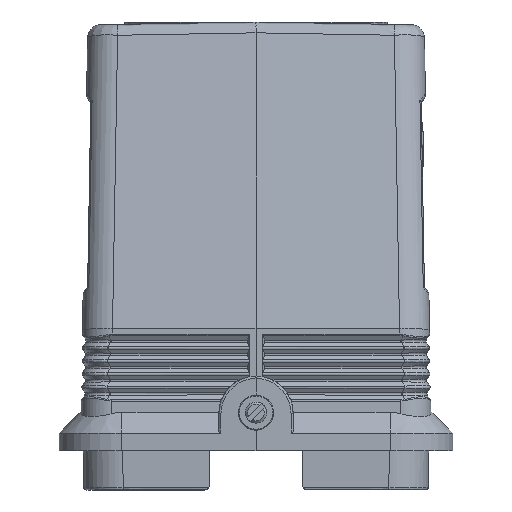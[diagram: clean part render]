
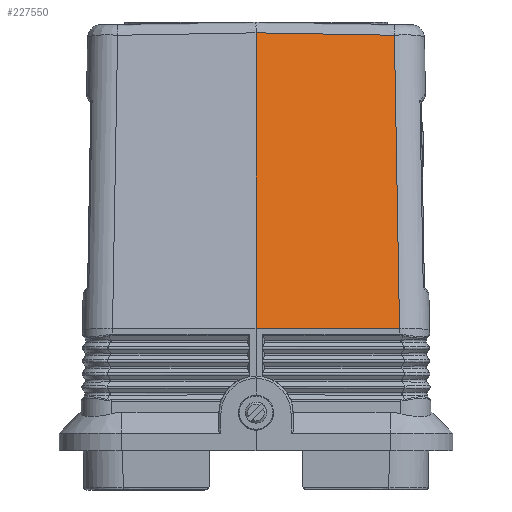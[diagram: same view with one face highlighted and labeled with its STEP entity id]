
A CAD part, left-side view. The second image highlights one B-rep face of the part: STEP entity #227550.
In plain terms, the highlighted face is planar.
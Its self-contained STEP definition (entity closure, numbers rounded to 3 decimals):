
#34010=CARTESIAN_POINT('',(12.705,106.658,
31.642));
#34020=VERTEX_POINT('',#34010);
#226830=CARTESIAN_POINT('',(0.336,39.689,
0.));
#226840=DIRECTION('',(-0.985,0.174,
0.017));
#226850=DIRECTION('',(0.174,0.985,
0.));
#226860=AXIS2_PLACEMENT_3D('',#226830,#226840,#226850);
#226870=PLANE('',#226860);
#226880=CARTESIAN_POINT('',(-5.854,1.215,
33.482));
#226890=DIRECTION('',(-0.173,-0.985,
0.017));
#226900=VECTOR('',#226890,1.);
#226910=LINE('',#226880,#226900);
#226920=CARTESIAN_POINT('',(0.908,39.634,
32.812));
#226930=VERTEX_POINT('',#226920);
#226940=EDGE_CURVE('',#34020,#226930,#226910,.T.);
#226950=ORIENTED_EDGE('',*,*,#226940,.F.);
#226960=CARTESIAN_POINT('',(8.663,83.709,
31.899));
#226970=DIRECTION('',(-0.985,0.174,
0.017));
#226980=DIRECTION('',(0.173,0.985,
-0.02));
#226990=AXIS2_PLACEMENT_3D('',#226960,#226970,#226980);
#227000=ELLIPSE('',#226990,44.762,7.);
#227010=CARTESIAN_POINT('',(0.908,39.634,
32.793));
#227020=VERTEX_POINT('',#227010);
#227030=EDGE_CURVE('',#227020,#226930,#227000,.T.);
#227040=ORIENTED_EDGE('',*,*,#227030,.T.);
#227050=CARTESIAN_POINT('',(0.336,39.689,0.));
#227060=DIRECTION('',(0.017,-0.002,
1.));
#227070=VECTOR('',#227060,1.);
#227080=LINE('',#227050,#227070);
#227090=CARTESIAN_POINT('',(0.336,39.689,
0.));
#227100=VERTEX_POINT('',#227090);
#227110=EDGE_CURVE('',#227100,#227020,#227080,.T.);
#227120=ORIENTED_EDGE('',*,*,#227110,.T.);
#227130=CARTESIAN_POINT('',(-6.662,0.,0.));
#227140=DIRECTION('',(0.174,0.985,
0.));
#227150=VECTOR('',#227140,1.);
#227160=LINE('',#227130,#227150);
#227170=CARTESIAN_POINT('',(12.242,107.21,
0.));
#227180=VERTEX_POINT('',#227170);
#227190=EDGE_CURVE('',#227100,#227180,#227160,.T.);
#227200=ORIENTED_EDGE('',*,*,#227190,.F.);
#227210=CARTESIAN_POINT('',(12.705,106.658,
31.642));
#227220=CARTESIAN_POINT('',(12.696,106.669,
30.989));
#227230=CARTESIAN_POINT('',(12.684,106.683,
30.205));
#227240=CARTESIAN_POINT('',(12.671,106.699,
29.291));
#227250=CARTESIAN_POINT('',(12.665,106.706,
28.899));
#227260=CARTESIAN_POINT('',(12.655,106.718,
28.201));
#227270=CARTESIAN_POINT('',(12.647,106.728,
27.633));
#227280=CARTESIAN_POINT('',(12.617,106.763,
25.642));
#227290=CARTESIAN_POINT('',(12.591,106.794,
23.869));
#227300=CARTESIAN_POINT('',(12.565,106.825,
22.063));
#227310=CARTESIAN_POINT('',(12.536,106.86,
20.072));
#227320=CARTESIAN_POINT('',(12.509,106.892,
18.233));
#227330=CARTESIAN_POINT('',(12.481,106.925,
16.363));
#227340=CARTESIAN_POINT('',(12.479,106.928,
16.167));
#227350=CARTESIAN_POINT('',(12.477,106.93,
16.036));
#227360=CARTESIAN_POINT('',(12.472,106.935,
15.74));
#227370=CARTESIAN_POINT('',(12.469,106.939,
15.51));
#227380=CARTESIAN_POINT('',(12.465,106.945,
15.214));
#227390=CARTESIAN_POINT('',(12.44,106.974,
13.537));
#227400=CARTESIAN_POINT('',(12.414,107.004,
11.786));
#227410=CARTESIAN_POINT('',(12.389,107.035,
10.028));
#227420=CARTESIAN_POINT('',(12.356,107.074,
7.787));
#227430=CARTESIAN_POINT('',(12.323,107.114,
5.509));
#227440=CARTESIAN_POINT('',(12.29,107.153,
3.269));
#227450=CARTESIAN_POINT('',(12.285,107.158,
2.975));
#227460=CARTESIAN_POINT('',(12.281,107.164,
2.645));
#227470=CARTESIAN_POINT('',(12.251,107.199,
0.616));
#227480=CARTESIAN_POINT('',(12.223,107.232,
-1.265));
#227490=CARTESIAN_POINT('',(12.198,107.262,
-2.999));
#227500=(BOUNDED_CURVE() B_SPLINE_CURVE(3,(#227210,#227220,#227230,
#227240,#227250,#227260,#227270,#227280,#227290,#227300,#227310,#227320,
#227330,#227340,#227350,#227360,#227370,#227380,#227390,#227400,#227410,
#227420,#227430,#227440,#227450,#227460,#227470,#227480,#227490),
.UNSPECIFIED.,.F.,.F.) B_SPLINE_CURVE_WITH_KNOTS((4,1,1,1,1,2,1,1,1,1,1,
1,2,2,1,1,1,1,1,1,1,1,1,4),(150.504,152.463,
152.855,153.247,153.639,154.95,
159.615,160.271,160.369,165.591,
165.787,165.983,166.179,166.871,
167.066,171.903,172.124,172.344,
178.627,178.959,179.067,179.508,
179.949,185.154),.UNSPECIFIED.) CURVE() 
GEOMETRIC_REPRESENTATION_ITEM() RATIONAL_B_SPLINE_CURVE((
1.,1.,1.,1.,
1.,1.,1.,1.,
1.,1.,1.,1.,
1.,1.,1.,1.,
1.,1.,1.,1.,
1.,1.,1.,1.,
1.,1.,1.,1.,
1.)) REPRESENTATION_ITEM(''));
#227510=EDGE_CURVE('',#34020,#227180,#227500,.T.);
#227520=ORIENTED_EDGE('',*,*,#227510,.T.);
#227530=EDGE_LOOP('',(#227520,#227200,#227120,#227040,#226950));
#227540=FACE_OUTER_BOUND('',#227530,.T.);
#227550=ADVANCED_FACE('',(#227540),#226870,.T.);
